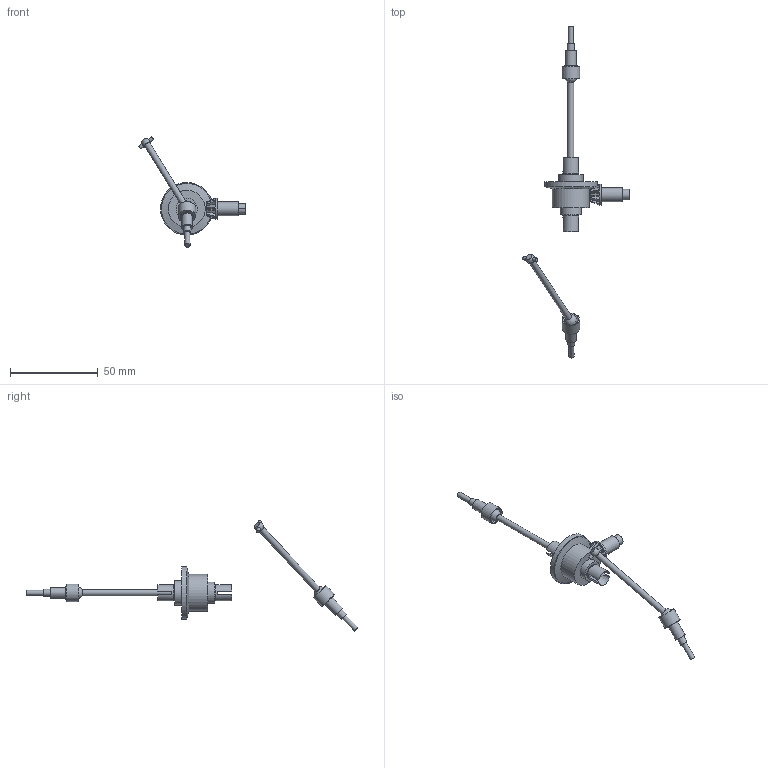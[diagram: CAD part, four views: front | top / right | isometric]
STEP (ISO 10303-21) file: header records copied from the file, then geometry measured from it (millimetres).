
FILE_DESCRIPTION(/* description */ (''),/* implementation_level */ '2;1');
FILE_NAME(/* name */ 'diff gearbox v15.step',/* time_stamp */ '2024-09-11T13:46:29+02:00',/* author */ (''),/* organization */ (''),/* preprocessor_version */ 'ST-DEVELOPER v20',/* originating_system */ 'Autodesk Translation Framework v13.14.0.145',/* authorisation */ '');
FILE_SCHEMA (('AUTOMOTIVE_DESIGN { 1 0 10303 214 3 1 1 }'));
Length unit declared in the file: millimetre
Products named in the file (6): diff gearbox; One side axle assebly; One side axle assebly_1; axle socket; Axle pt1; Driving gear
Assembly tree (7 placements, depth 3):
  diff gearbox
    One side axle assebly
      axle socket
      Axle pt1
    One side axle assebly_1
      axle socket
      Axle pt1
    Driving gear
Bounding box: 60.65 x 189.39 x 62.93 mm (x, y, z)
Volume: 11928.8 mm3; surface area: 8118.7 mm2
Topology: 8 solids, 8 shells, 150 faces, 324 edges, 208 vertices
Faces by surface type: plane 94, cylinder 35, cone 17, sphere 4
Full cylindrical faces by diameter (mm): 2 x4, 2.927 x2, 3.5 x4, 4 x2, 6 x3, 7 x2, 7.6 x2, 8 x1, 9 x4, 10 x2, 12 x2, 14 x1, 21 x1, 30 x1
Entity records: 3650 total; most frequent: CARTESIAN_POINT 654, DIRECTION 629, ORIENTED_EDGE 558, EDGE_CURVE 279, AXIS2_PLACEMENT_3D 239, VERTEX_POINT 180, LINE 151, VECTOR 151
